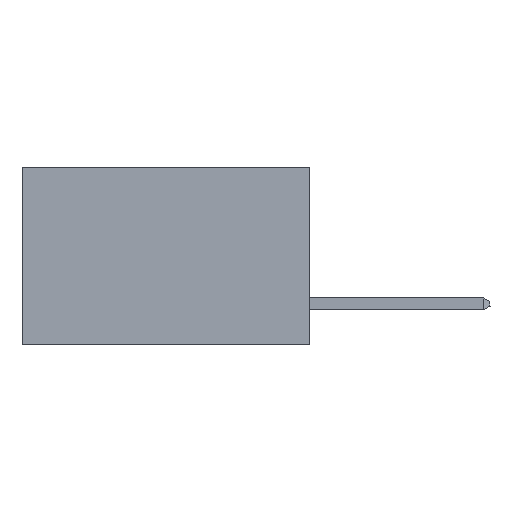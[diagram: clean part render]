
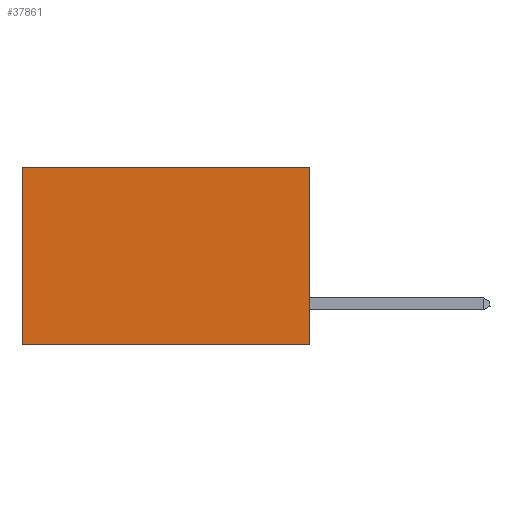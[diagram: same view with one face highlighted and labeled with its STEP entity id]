
A CAD part, left-side view. The second image highlights one B-rep face of the part: STEP entity #37861.
In plain terms, the highlighted planar face has unit normal (-1, 0, 0).
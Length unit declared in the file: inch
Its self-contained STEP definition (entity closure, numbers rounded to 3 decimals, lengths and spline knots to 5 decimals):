
#2895 = FACE_OUTER_BOUND ( 'NONE', #7195, .T. ) ;
#4250 = LINE ( 'NONE', #21051, #37561 ) ;
#4409 = CARTESIAN_POINT ( 'NONE',  ( 0.2875, 0.6, -0.37 ) ) ;
#7195 = EDGE_LOOP ( 'NONE', ( #27090, #40572, #26867, #35834 ) ) ;
#7559 = LINE ( 'NONE', #35792, #28698 ) ;
#8743 = DIRECTION ( 'NONE',  ( 0., 1., 0. ) ) ;
#8795 = CARTESIAN_POINT ( 'NONE',  ( 0.2875, 0.6, 0. ) ) ;
#11495 = CARTESIAN_POINT ( 'NONE',  ( 0.2875, 0.6, 0. ) ) ;
#14336 = EDGE_CURVE ( 'NONE', #39542, #43002, #7559, .T. ) ;
#15706 = LINE ( 'NONE', #22492, #42202 ) ;
#16874 = EDGE_CURVE ( 'NONE', #22835, #39542, #4250, .T. ) ;
#21051 = CARTESIAN_POINT ( 'NONE',  ( 0.2875, 0., 0. ) ) ;
#21186 = DIRECTION ( 'NONE',  ( 0., 0., -1. ) ) ;
#22492 = CARTESIAN_POINT ( 'NONE',  ( 0.2875, 0., 0. ) ) ;
#22835 = VERTEX_POINT ( 'NONE', #41668 ) ;
#23645 = EDGE_CURVE ( 'NONE', #24048, #43002, #35596, .T. ) ;
#24048 = VERTEX_POINT ( 'NONE', #8795 ) ;
#24389 = VECTOR ( 'NONE', #38547, 39.37008 ) ;
#25039 = CARTESIAN_POINT ( 'NONE',  ( 0.2875, 0., -0.37 ) ) ;
#26867 = ORIENTED_EDGE ( 'NONE', *, *, #16874, .F. ) ;
#27090 = ORIENTED_EDGE ( 'NONE', *, *, #23645, .T. ) ;
#28698 = VECTOR ( 'NONE', #8743, 39.37008 ) ;
#30508 = DIRECTION ( 'NONE',  ( 0., 1., 0. ) ) ;
#31128 = EDGE_CURVE ( 'NONE', #22835, #24048, #15706, .T. ) ;
#31294 = PLANE ( 'NONE',  #39521 ) ;
#34754 = DIRECTION ( 'NONE',  ( 0., 0., -1. ) ) ;
#35596 = LINE ( 'NONE', #11495, #24389 ) ;
#35792 = CARTESIAN_POINT ( 'NONE',  ( 0.2875, 0., -0.37 ) ) ;
#35834 = ORIENTED_EDGE ( 'NONE', *, *, #31128, .T. ) ;
#37561 = VECTOR ( 'NONE', #21186, 39.37008 ) ;
#37861 = ADVANCED_FACE ( 'NONE', ( #2895 ), #31294, .F. ) ;
#37864 = CARTESIAN_POINT ( 'NONE',  ( 0.2875, 0., 0. ) ) ;
#38547 = DIRECTION ( 'NONE',  ( 0., 0., -1. ) ) ;
#39521 = AXIS2_PLACEMENT_3D ( 'NONE', #37864, #41365, #34754 ) ;
#39542 = VERTEX_POINT ( 'NONE', #25039 ) ;
#40572 = ORIENTED_EDGE ( 'NONE', *, *, #14336, .F. ) ;
#41365 = DIRECTION ( 'NONE',  ( 1., 0., 0. ) ) ;
#41668 = CARTESIAN_POINT ( 'NONE',  ( 0.2875, 0., 0. ) ) ;
#42202 = VECTOR ( 'NONE', #30508, 39.37008 ) ;
#43002 = VERTEX_POINT ( 'NONE', #4409 ) ;
